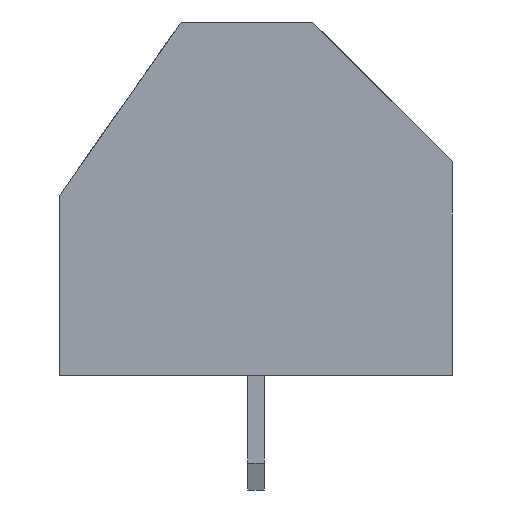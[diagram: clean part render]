
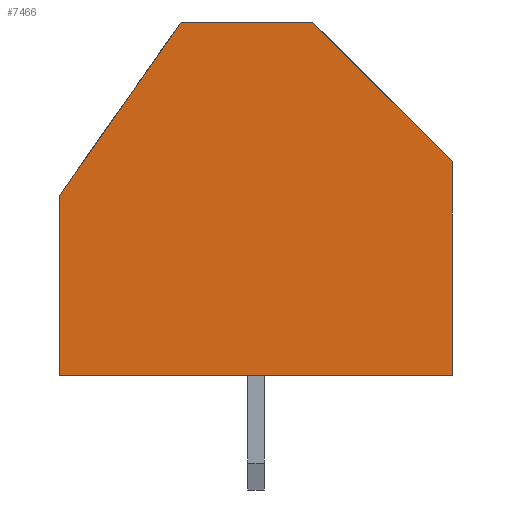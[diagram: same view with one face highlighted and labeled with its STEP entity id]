
A CAD part, left-side view. The second image highlights one B-rep face of the part: STEP entity #7466.
In plain terms, the highlighted planar face has unit normal (-1, 0, 0).
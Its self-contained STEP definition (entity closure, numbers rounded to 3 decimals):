
#32 = PLANE ( 'NONE',  #15518 ) ;
#457 = EDGE_CURVE ( 'NONE', #15790, #8145, #9470, .T. ) ;
#468 = CARTESIAN_POINT ( 'NONE',  ( -5.58, 2.289, 5.4 ) ) ;
#1612 = ORIENTED_EDGE ( 'NONE', *, *, #13912, .F. ) ;
#1850 = DIRECTION ( 'NONE',  ( 0., -1., 0. ) ) ;
#2000 = VERTEX_POINT ( 'NONE', #7204 ) ;
#2408 = VECTOR ( 'NONE', #12110, 1000. ) ;
#2605 = DIRECTION ( 'NONE',  ( 0., -0.574, 0.819 ) ) ;
#2960 = ORIENTED_EDGE ( 'NONE', *, *, #5711, .F. ) ;
#3230 = EDGE_CURVE ( 'NONE', #16661, #12087, #16755, .T. ) ;
#3524 = CARTESIAN_POINT ( 'NONE',  ( -5.58, 2.289, 5.4 ) ) ;
#4280 = EDGE_CURVE ( 'NONE', #2000, #12087, #14666, .T. ) ;
#4364 = DIRECTION ( 'NONE',  ( 1., 0., 0. ) ) ;
#4924 = CARTESIAN_POINT ( 'NONE',  ( -5.58, 6., 0. ) ) ;
#5514 = ORIENTED_EDGE ( 'NONE', *, *, #3230, .T. ) ;
#5552 = ORIENTED_EDGE ( 'NONE', *, *, #457, .T. ) ;
#5711 = EDGE_CURVE ( 'NONE', #11108, #2000, #17066, .T. ) ;
#6521 = CARTESIAN_POINT ( 'NONE',  ( -5.58, 4.073, 2.852 ) ) ;
#6748 = CARTESIAN_POINT ( 'NONE',  ( -5.58, -6., 0. ) ) ;
#6887 = EDGE_LOOP ( 'NONE', ( #1612, #5514, #11010, #2960, #13366, #5552 ) ) ;
#7204 = CARTESIAN_POINT ( 'NONE',  ( -5.58, 6., 0.1 ) ) ;
#7376 = DIRECTION ( 'NONE',  ( 0., -0.707, -0.707 ) ) ;
#7466 = ADVANCED_FACE ( 'NONE', ( #9239 ), #32, .F. ) ;
#8145 = VERTEX_POINT ( 'NONE', #10396 ) ;
#8338 = VECTOR ( 'NONE', #7376, 1000. ) ;
#8431 = CARTESIAN_POINT ( 'NONE',  ( -5.58, 0., 0. ) ) ;
#8710 = CARTESIAN_POINT ( 'NONE',  ( -5.58, -3.563, 3.563 ) ) ;
#9239 = FACE_OUTER_BOUND ( 'NONE', #6887, .T. ) ;
#9470 = LINE ( 'NONE', #6748, #2408 ) ;
#9688 = DIRECTION ( 'NONE',  ( 0., 0., -1. ) ) ;
#10188 = VECTOR ( 'NONE', #2605, 1000. ) ;
#10396 = CARTESIAN_POINT ( 'NONE',  ( -5.58, -6., 1.127 ) ) ;
#10761 = CARTESIAN_POINT ( 'NONE',  ( -5.58, -1.727, 5.4 ) ) ;
#10950 = CARTESIAN_POINT ( 'NONE',  ( -5.58, 6., -5.4 ) ) ;
#11010 = ORIENTED_EDGE ( 'NONE', *, *, #4280, .F. ) ;
#11108 = VERTEX_POINT ( 'NONE', #10950 ) ;
#11181 = LINE ( 'NONE', #13902, #14567 ) ;
#12087 = VERTEX_POINT ( 'NONE', #468 ) ;
#12110 = DIRECTION ( 'NONE',  ( 0., 0., 1. ) ) ;
#12865 = DIRECTION ( 'NONE',  ( 0., 1., 0. ) ) ;
#12974 = VECTOR ( 'NONE', #12865, 1000. ) ;
#13366 = ORIENTED_EDGE ( 'NONE', *, *, #15904, .T. ) ;
#13636 = CARTESIAN_POINT ( 'NONE',  ( -5.58, -6., -5.4 ) ) ;
#13902 = CARTESIAN_POINT ( 'NONE',  ( -5.58, 0., -5.4 ) ) ;
#13912 = EDGE_CURVE ( 'NONE', #16661, #8145, #15367, .T. ) ;
#14567 = VECTOR ( 'NONE', #1850, 1000. ) ;
#14666 = LINE ( 'NONE', #6521, #10188 ) ;
#15367 = LINE ( 'NONE', #8710, #8338 ) ;
#15518 = AXIS2_PLACEMENT_3D ( 'NONE', #8431, #4364, #9688 ) ;
#15790 = VERTEX_POINT ( 'NONE', #13636 ) ;
#15821 = DIRECTION ( 'NONE',  ( 0., 0., 1. ) ) ;
#15904 = EDGE_CURVE ( 'NONE', #11108, #15790, #11181, .T. ) ;
#16661 = VERTEX_POINT ( 'NONE', #10761 ) ;
#16755 = LINE ( 'NONE', #3524, #12974 ) ;
#17066 = LINE ( 'NONE', #4924, #17361 ) ;
#17361 = VECTOR ( 'NONE', #15821, 1000. ) ;
